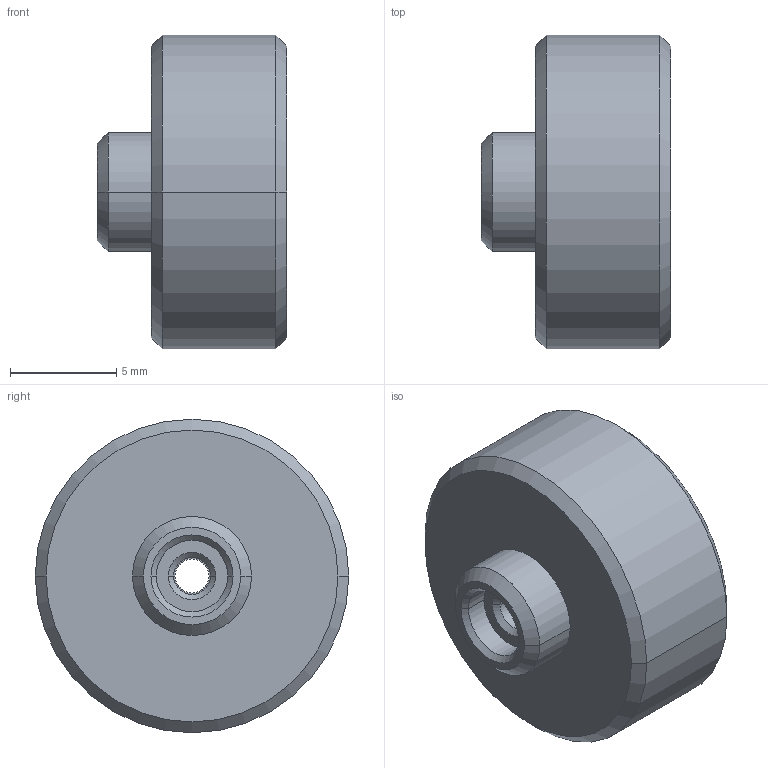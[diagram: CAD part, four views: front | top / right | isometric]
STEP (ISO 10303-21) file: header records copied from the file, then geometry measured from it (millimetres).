
FILE_DESCRIPTION (( 'STEP AP214' ), '1' );
FILE_NAME ('TTN210097-E0W.STEP', '2020-03-09T14:31:40', ( '' ), ( '' ), 'SwSTEP 2.0', 'SolidWorks 2018', '' );
FILE_SCHEMA (( 'AUTOMOTIVE_DESIGN' ));
Length unit declared in the file: inch
Products named in the file (1): TTN210097-E0W
Bounding box: 8.89 x 14.73 x 14.73 mm (x, y, z)
Volume: 1095 mm3; surface area: 695.1 mm2
Topology: 1 solids, 1 shells, 282 faces, 740 edges, 490 vertices
Faces by surface type: bspline 154, plane 102, cylinder 14, cone 12
Entity records: 16344 total; most frequent: CARTESIAN_POINT 6699, ORIENTED_EDGE 1480, EDGE_CURVE 740, DIRECTION 732, VERTEX_POINT 490, VECTOR 390, LINE 390, EDGE_LOOP 314
